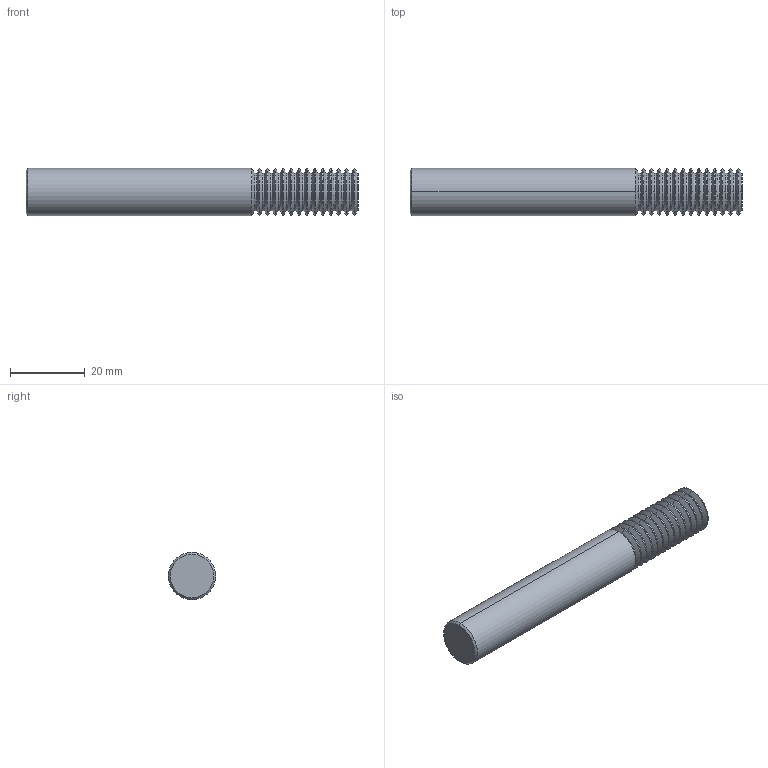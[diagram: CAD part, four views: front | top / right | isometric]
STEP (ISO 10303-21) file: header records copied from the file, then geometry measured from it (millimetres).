
FILE_DESCRIPTION (( 'STEP AP203' ), '1' );
FILE_NAME ('TM490-12.STEP', '2021-09-09T19:40:50', ( '' ), ( '' ), 'SwSTEP 2.0', 'SolidWorks 2020', '' );
FILE_SCHEMA (( 'CONFIG_CONTROL_DESIGN' ));
Length unit declared in the file: inch
Products named in the file (1): TM490-12
Bounding box: 88.9 x 12.69 x 12.69 mm (x, y, z)
Volume: 10401.2 mm3; surface area: 4273.8 mm2
Topology: 1 solids, 1 shells, 114 faces, 226 edges, 114 vertices
Faces by surface type: cylinder 56, cone 56, plane 2
Entity records: 2923 total; most frequent: DIRECTION 570, CARTESIAN_POINT 455, ORIENTED_EDGE 452, AXIS2_PLACEMENT_3D 229, EDGE_CURVE 226, FACE_OUTER_BOUND 114, CIRCLE 114, VERTEX_POINT 114
